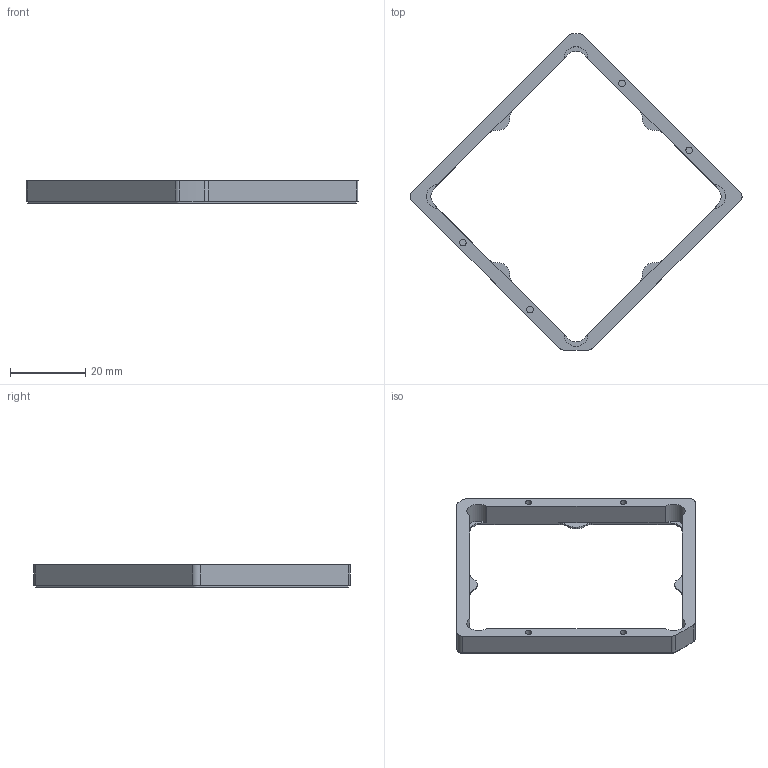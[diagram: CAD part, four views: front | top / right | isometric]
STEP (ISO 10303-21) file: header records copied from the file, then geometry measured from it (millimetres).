
FILE_DESCRIPTION(('FreeCAD Model'),'2;1');
FILE_NAME('output/parts_to_make/sampleTrayB.step','2017-05-02T08:11:48', ('FreeCAD'),('FreeCAD'),'Open CASCADE STEP processor 7.1','FreeCAD', 'Unknown');
FILE_SCHEMA(('AUTOMOTIVE_DESIGN_CC2 { 1 2 10303 214 -1 1 5 4 }'));
Length unit declared in the file: millimetre
Products named in the file (1): Open CASCADE STEP translator 7.1 14
Bounding box: 88.27 x 84.15 x 6 mm (x, y, z)
Volume: 4664.3 mm3; surface area: 4625.7 mm2
Topology: 1 solids, 1 shells, 71 faces, 184 edges, 120 vertices
Faces by surface type: cylinder 40, plane 31
Full cylindrical faces by diameter (mm): 1.75 x4
Entity records: 2208 total; most frequent: DIRECTION 408, CARTESIAN_POINT 376, ORIENTED_EDGE 368, EDGE_CURVE 184, AXIS2_PLACEMENT_3D 152, VERTEX_POINT 120, LINE 104, VECTOR 104
